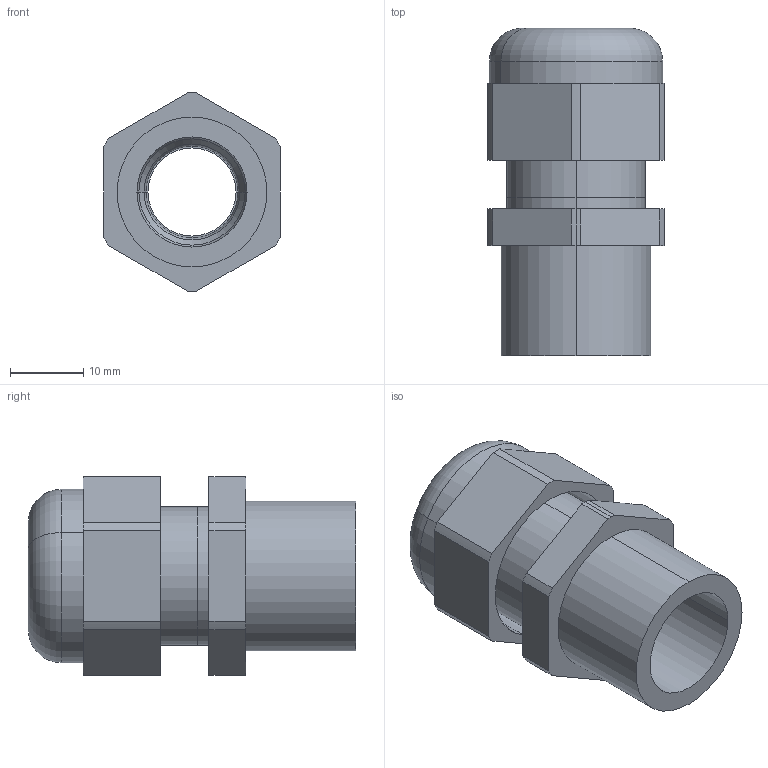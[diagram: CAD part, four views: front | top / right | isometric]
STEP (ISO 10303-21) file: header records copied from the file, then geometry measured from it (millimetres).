
FILE_DESCRIPTION (( 'STEP AP214' ), '1' );
FILE_NAME ('2024314.STP', '2020-07-21T13:34:20', ( '' ), ( '' ), 'SwSTEP 2.0', 'SolidWorks 2018', '' );
FILE_SCHEMA (( 'AUTOMOTIVE_DESIGN' ));
Length unit declared in the file: millimetre
Products named in the file (4): EV111-13-01_technische Darstellung lang; EV501_PG13; EV131-13-02_Pg13 Standard Gewinde; 2024314
Assembly tree (3 placements, depth 2):
  2024314
    EV111-13-01_technische Darstellung lang
    EV501_PG13
    EV131-13-02_Pg13 Standard Gewinde
Bounding box: 24 x 44.6 x 27 mm (x, y, z)
Volume: 9218.6 mm3; surface area: 9326.3 mm2
Topology: 3 solids, 3 shells, 204 faces, 556 edges, 363 vertices
Faces by surface type: cylinder 65, plane 65, torus 53, cone 21
Entity records: 7058 total; most frequent: CARTESIAN_POINT 1745, ORIENTED_EDGE 1112, DIRECTION 1088, EDGE_CURVE 556, AXIS2_PLACEMENT_3D 434, VERTEX_POINT 363, CIRCLE 224, VECTOR 220
